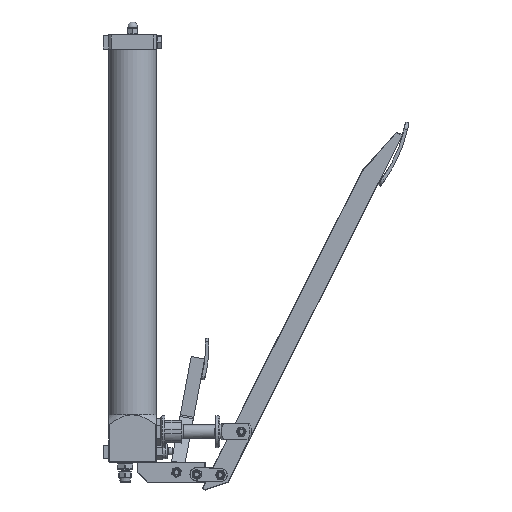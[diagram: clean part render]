
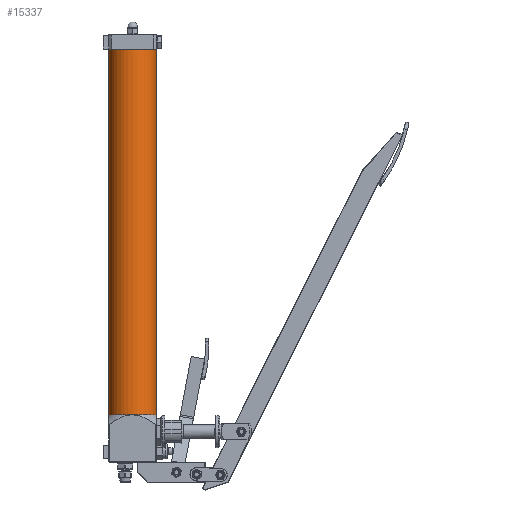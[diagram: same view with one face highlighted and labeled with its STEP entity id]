
A CAD part, front view. The second image highlights one B-rep face of the part: STEP entity #15337.
In plain terms, the highlighted cylindrical face has radius 35 mm (diameter 70 mm), a full revolution.
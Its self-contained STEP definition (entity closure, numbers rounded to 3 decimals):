
#14059=CARTESIAN_POINT('',(0.,35.0,610.0));
#14060=VERTEX_POINT('',#14059);
#14107=CARTESIAN_POINT('',(35.0,0.,610.0));
#14108=VERTEX_POINT('',#14107);
#14166=CARTESIAN_POINT('',(0.,-35.0,610.0));
#14167=VERTEX_POINT('',#14166);
#14404=CARTESIAN_POINT('',(0.0,-35.0,70.0));
#14405=VERTEX_POINT('',#14404);
#14472=CARTESIAN_POINT('',(-35.0,0.,70.0));
#14473=VERTEX_POINT('',#14472);
#14474=CARTESIAN_POINT('',(0.0,0.0,70.0));
#14475=DIRECTION('',(0.0,0.0,1.0));
#14476=DIRECTION('',(0.0,-1.0,0.0));
#14477=AXIS2_PLACEMENT_3D('',#14474,#14475,#14476);
#14478=CIRCLE('',#14477,35.);
#14479=EDGE_CURVE('',#14473,#14405,#14478,.T.);
#14517=CARTESIAN_POINT('',(35.0,0.,70.0));
#14518=VERTEX_POINT('',#14517);
#14532=CARTESIAN_POINT('',(0.0,0.0,70.0));
#14533=DIRECTION('',(0.0,0.0,1.0));
#14534=DIRECTION('',(0.0,-1.0,0.0));
#14535=AXIS2_PLACEMENT_3D('',#14532,#14533,#14534);
#14536=CIRCLE('',#14535,35.);
#14537=EDGE_CURVE('',#14405,#14518,#14536,.T.);
#14661=CARTESIAN_POINT('',(0.0,35.0,70.0));
#14662=VERTEX_POINT('',#14661);
#14663=CARTESIAN_POINT('',(0.0,0.0,70.0));
#14664=DIRECTION('',(0.0,0.0,1.0));
#14665=DIRECTION('',(0.0,-1.0,0.0));
#14666=AXIS2_PLACEMENT_3D('',#14663,#14664,#14665);
#14667=CIRCLE('',#14666,35.);
#14668=EDGE_CURVE('',#14662,#14473,#14667,.T.);
#14764=CARTESIAN_POINT('',(0.0,0.0,70.0));
#14765=DIRECTION('',(0.0,0.0,1.0));
#14766=DIRECTION('',(0.0,-1.0,0.0));
#14767=AXIS2_PLACEMENT_3D('',#14764,#14765,#14766);
#14768=CIRCLE('',#14767,35.);
#14769=EDGE_CURVE('',#14518,#14662,#14768,.T.);
#15241=CARTESIAN_POINT('',(-35.0,0.,610.0));
#15242=VERTEX_POINT('',#15241);
#15243=CARTESIAN_POINT('',(0.,0.,610.0));
#15244=DIRECTION('',(0.,0.,1.0));
#15245=DIRECTION('',(0.847,0.531,0.));
#15246=AXIS2_PLACEMENT_3D('',#15243,#15244,#15245);
#15247=CIRCLE('',#15246,35.);
#15248=EDGE_CURVE('',#15242,#14167,#15247,.T.);
#15266=CARTESIAN_POINT('',(0.,0.,610.0));
#15267=DIRECTION('',(0.,0.,1.0));
#15268=DIRECTION('',(0.847,0.531,0.));
#15269=AXIS2_PLACEMENT_3D('',#15266,#15267,#15268);
#15270=CIRCLE('',#15269,35.);
#15271=EDGE_CURVE('',#14060,#15242,#15270,.T.);
#15289=CARTESIAN_POINT('',(0.,0.,610.0));
#15290=DIRECTION('',(0.,0.,1.0));
#15291=DIRECTION('',(0.847,0.531,0.));
#15292=AXIS2_PLACEMENT_3D('',#15289,#15290,#15291);
#15293=CIRCLE('',#15292,35.);
#15294=EDGE_CURVE('',#14108,#14060,#15293,.T.);
#15307=CARTESIAN_POINT('',(0.,0.,610.0));
#15308=DIRECTION('',(0.,0.,1.0));
#15309=DIRECTION('',(0.847,0.531,0.));
#15310=AXIS2_PLACEMENT_3D('',#15307,#15308,#15309);
#15311=CIRCLE('',#15310,35.);
#15312=EDGE_CURVE('',#14167,#14108,#15311,.T.);
#15320=CARTESIAN_POINT('',(0.,0.,70.0));
#15321=DIRECTION('',(0.,0.,1.0));
#15322=DIRECTION('',(0.847,0.531,0.));
#15323=AXIS2_PLACEMENT_3D('',#15320,#15321,#15322);
#15324=CYLINDRICAL_SURFACE('',#15323,35.);
#15325=ORIENTED_EDGE('',*,*,#15248,.F.);
#15326=ORIENTED_EDGE('',*,*,#15271,.F.);
#15327=ORIENTED_EDGE('',*,*,#15294,.F.);
#15328=ORIENTED_EDGE('',*,*,#15312,.F.);
#15329=EDGE_LOOP('',(#15325,#15326,#15327,#15328));
#15330=FACE_OUTER_BOUND('',#15329,.T.);
#15331=ORIENTED_EDGE('',*,*,#14479,.T.);
#15332=ORIENTED_EDGE('',*,*,#14537,.T.);
#15333=ORIENTED_EDGE('',*,*,#14769,.T.);
#15334=ORIENTED_EDGE('',*,*,#14668,.T.);
#15335=EDGE_LOOP('',(#15331,#15332,#15333,#15334));
#15336=FACE_BOUND('',#15335,.T.);
#15337=ADVANCED_FACE('',(#15330,#15336),#15324,.T.);
